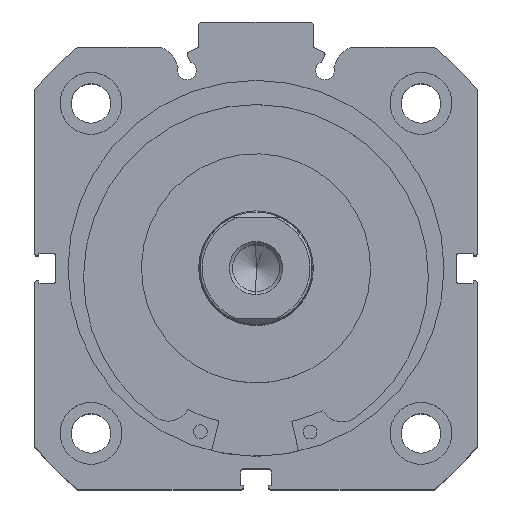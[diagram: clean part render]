
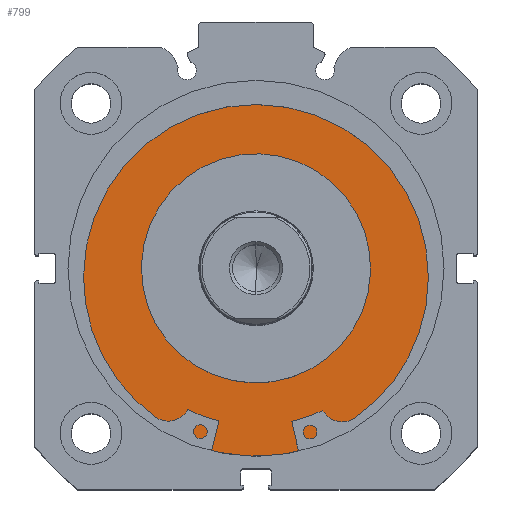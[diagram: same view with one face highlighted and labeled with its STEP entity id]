
A CAD part, top view. The second image highlights one B-rep face of the part: STEP entity #799.
In plain terms, the highlighted face is planar.
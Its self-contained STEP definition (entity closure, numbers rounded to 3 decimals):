
#226 = DIRECTION ( 'NONE',  ( 0., 0., -1. ) ) ;
#231 = DIRECTION ( 'NONE',  ( 1., 0., 0. ) ) ;
#237 = PLANE ( 'NONE',  #5524 ) ;
#240 = CARTESIAN_POINT ( 'NONE',  ( 4., 41., 0. ) ) ;
#799 = ADVANCED_FACE ( 'NONE', ( #4721, #4727 ), #237, .F. ) ;
#989 = VERTEX_POINT ( 'NONE', #6049 ) ;
#1206 = VERTEX_POINT ( 'NONE', #6313 ) ;
#1214 = VERTEX_POINT ( 'NONE', #6322 ) ;
#1394 = VERTEX_POINT ( 'NONE', #6661 ) ;
#1462 = EDGE_CURVE ( 'NONE', #989, #1394, #2423, .T. ) ;
#1466 = EDGE_CURVE ( 'NONE', #1206, #1214, #2429, .T. ) ;
#1481 = EDGE_CURVE ( 'NONE', #1394, #989, #2448, .T. ) ;
#1496 = EDGE_CURVE ( 'NONE', #1214, #1206, #2467, .T. ) ;
#2423 = CIRCLE ( 'NONE', #5756, 25. ) ;
#2429 = CIRCLE ( 'NONE', #5757, 41. ) ;
#2448 = CIRCLE ( 'NONE', #5766, 25. ) ;
#2467 = CIRCLE ( 'NONE', #5778, 41. ) ;
#4338 = ORIENTED_EDGE ( 'NONE', *, *, #1466, .T. ) ;
#4367 = ORIENTED_EDGE ( 'NONE', *, *, #1496, .T. ) ;
#4384 = ORIENTED_EDGE ( 'NONE', *, *, #1462, .F. ) ;
#4385 = ORIENTED_EDGE ( 'NONE', *, *, #1481, .F. ) ;
#4593 = EDGE_LOOP ( 'NONE', ( #4367, #4338 ) ) ;
#4600 = EDGE_LOOP ( 'NONE', ( #4384, #4385 ) ) ;
#4721 = FACE_BOUND ( 'NONE', #4600, .T. ) ;
#4727 = FACE_OUTER_BOUND ( 'NONE', #4593, .T. ) ;
#5524 = AXIS2_PLACEMENT_3D ( 'NONE', #240, #231, #226 ) ;
#5756 = AXIS2_PLACEMENT_3D ( 'NONE', #6831, #6832, #6833 ) ;
#5757 = AXIS2_PLACEMENT_3D ( 'NONE', #6841, #6842, #6843 ) ;
#5766 = AXIS2_PLACEMENT_3D ( 'NONE', #6874, #6881, #6882 ) ;
#5778 = AXIS2_PLACEMENT_3D ( 'NONE', #6916, #6921, #6922 ) ;
#6049 = CARTESIAN_POINT ( 'NONE',  ( 4., 0., 25. ) ) ;
#6313 = CARTESIAN_POINT ( 'NONE',  ( 4., 0., -41. ) ) ;
#6322 = CARTESIAN_POINT ( 'NONE',  ( 4., 0., 41. ) ) ;
#6661 = CARTESIAN_POINT ( 'NONE',  ( 4., 0., -25. ) ) ;
#6831 = CARTESIAN_POINT ( 'NONE',  ( 4., 0., 0. ) ) ;
#6832 = DIRECTION ( 'NONE',  ( -1., 0., 0. ) ) ;
#6833 = DIRECTION ( 'NONE',  ( 0., 0., 1. ) ) ;
#6841 = CARTESIAN_POINT ( 'NONE',  ( 4., 0., 0. ) ) ;
#6842 = DIRECTION ( 'NONE',  ( -1., 0., 0. ) ) ;
#6843 = DIRECTION ( 'NONE',  ( 0., 0., 1. ) ) ;
#6874 = CARTESIAN_POINT ( 'NONE',  ( 4., 0., 0. ) ) ;
#6881 = DIRECTION ( 'NONE',  ( -1., 0., 0. ) ) ;
#6882 = DIRECTION ( 'NONE',  ( 0., 0., 1. ) ) ;
#6916 = CARTESIAN_POINT ( 'NONE',  ( 4., 0., 0. ) ) ;
#6921 = DIRECTION ( 'NONE',  ( -1., 0., 0. ) ) ;
#6922 = DIRECTION ( 'NONE',  ( 0., 0., 1. ) ) ;
